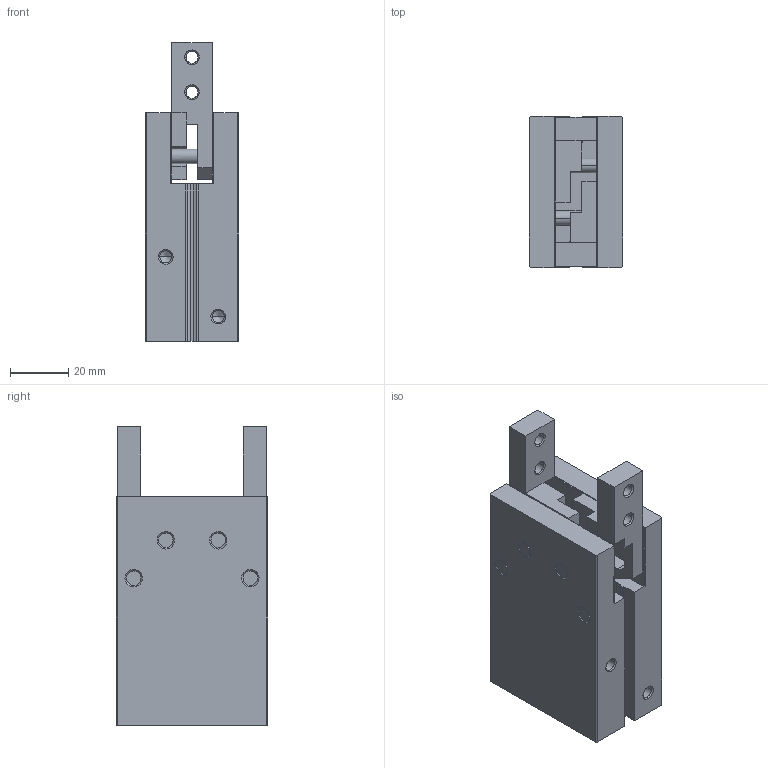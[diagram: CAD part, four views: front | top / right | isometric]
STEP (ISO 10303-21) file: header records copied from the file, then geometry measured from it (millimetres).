
FILE_DESCRIPTION(('CATIA V5 STEP Exchange'),'2;1');
FILE_NAME('GPB_25_T03_1357554_TUENKERS.stp','2020-08-19T11:53:55+00:00',('none'),('none'),'CATIA Version 5 Release 19 SP 9 (IN-10)','CATIA V5 STEP AP214','none');
FILE_SCHEMA(('AUTOMOTIVE_DESIGN { 1 0 10303 214 1 1 1 1 }'));
Length unit declared in the file: millimetre
Products named in the file (1): GPB_25_T03_1357554_TUENKERS
Bounding box: 32 x 52 x 102.5 mm (x, y, z)
Volume: 116512.7 mm3; surface area: 26735.9 mm2
Topology: 1 solids, 1 shells, 223 faces, 630 edges, 410 vertices
Faces by surface type: plane 95, cone 64, cylinder 64
Entity records: 7888 total; most frequent: CARTESIAN_POINT 2125, ORIENTED_EDGE 1236, DIRECTION 990, EDGE_CURVE 618, VERTEX_POINT 410, AXIS2_PLACEMENT_3D 402, VECTOR 368, LINE 368
